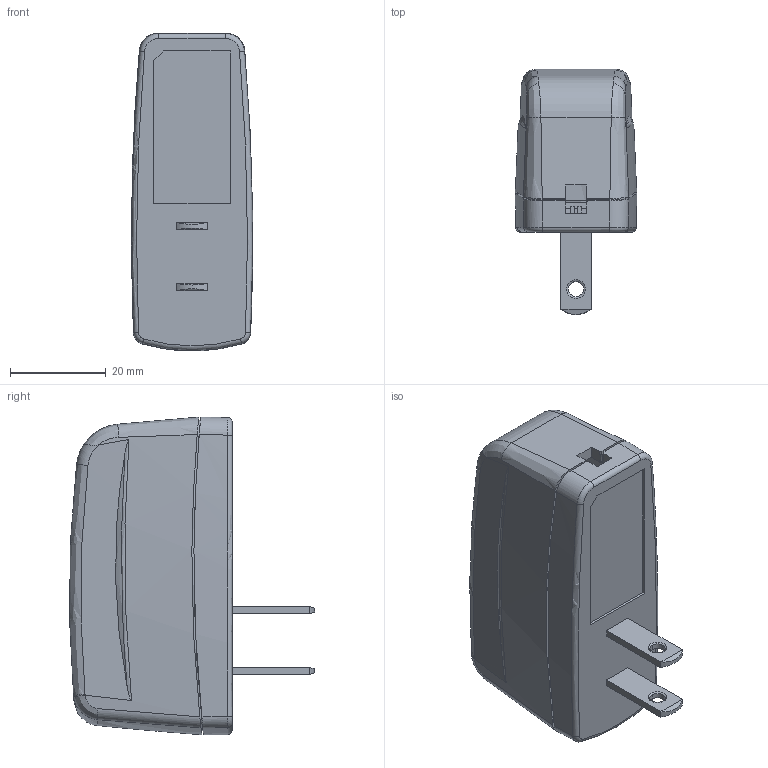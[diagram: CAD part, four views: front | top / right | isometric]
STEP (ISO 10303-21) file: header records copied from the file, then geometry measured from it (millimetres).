
FILE_DESCRIPTION((''),'2;1');
FILE_NAME('GT-86060-06VV-X_X-W2_ASM','2022-08-12T13:22:11',('jirenqiang'),(''),'CREO PARAMETRIC BY PTC INC, 2018050','CREO PARAMETRIC BY PTC INC, 2018050','');
FILE_SCHEMA(('CONFIG_CONTROL_DESIGN'));
Length unit declared in the file: millimetre
Products named in the file (4): UL-BOT; TOP_15; UL-PIN; GT-86060-06VV-X_X-W2_ASM
Assembly tree (4 placements, depth 2):
  GT-86060-06VV-X_X-W2_ASM
    UL-BOT
    TOP_15
    UL-PIN  x2
Bounding box: 25.4 x 51.25 x 66.47 mm (x, y, z)
Volume: 15830.9 mm3; surface area: 18630.5 mm2
Topology: 4 solids, 4 shells, 431 faces, 1165 edges, 757 vertices
Faces by surface type: plane 202, cylinder 118, cone 49, bspline 31, torus 15, sphere 8, extrusion 8
Entity records: 15140 total; most frequent: CARTESIAN_POINT 5643, ORIENTED_EDGE 2134, DIRECTION 1681, EDGE_CURVE 1067, VERTEX_POINT 697, AXIS2_PLACEMENT_3D 570, VECTOR 541, LINE 533
